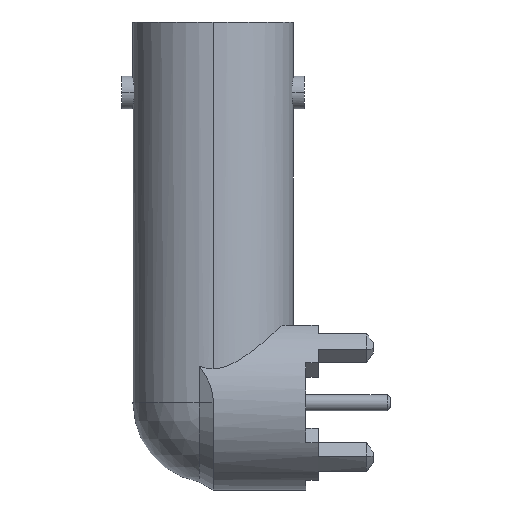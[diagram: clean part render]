
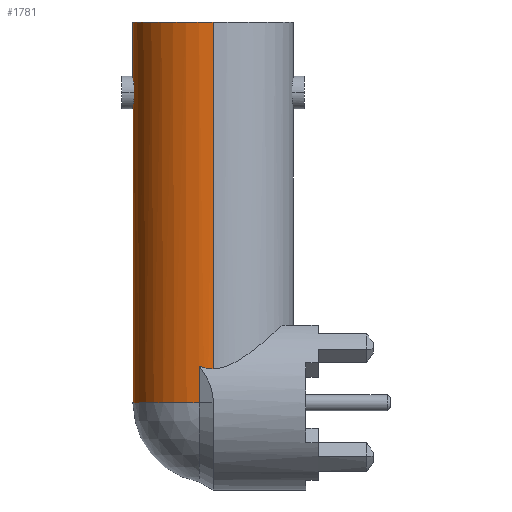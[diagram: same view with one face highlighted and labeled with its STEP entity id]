
A CAD part, left-side view. The second image highlights one B-rep face of the part: STEP entity #1781.
In plain terms, the highlighted cylindrical face has radius 4.84 mm (diameter 9.68 mm), a partial arc.
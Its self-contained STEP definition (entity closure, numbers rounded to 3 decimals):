
#12 = DIRECTION ( 'NONE',  ( 0., 0., 1. ) ) ;
#28 = CARTESIAN_POINT ( 'NONE',  ( 0.964, 11.073, 18.92 ) ) ;
#70 = VECTOR ( 'NONE', #2094, 1000. ) ;
#120 = DIRECTION ( 'NONE',  ( 0., 0., 1. ) ) ;
#137 = AXIS2_PLACEMENT_3D ( 'NONE', #3523, #12, #3256 ) ;
#168 = EDGE_CURVE ( 'NONE', #518, #1010, #1559, .T. ) ;
#243 = ORIENTED_EDGE ( 'NONE', *, *, #1455, .T. ) ;
#260 = CARTESIAN_POINT ( 'NONE',  ( 4.77, 7.152, 0. ) ) ;
#281 = CARTESIAN_POINT ( 'NONE',  ( 0.99, 11.068, 18.789 ) ) ;
#293 = VERTEX_POINT ( 'NONE', #2153 ) ;
#450 = CARTESIAN_POINT ( 'NONE',  ( 0.259, 11.165, 17.696 ) ) ;
#499 = CARTESIAN_POINT ( 'NONE',  ( 0.792, 11.106, 18.052 ) ) ;
#509 = ORIENTED_EDGE ( 'NONE', *, *, #168, .T. ) ;
#518 = VERTEX_POINT ( 'NONE', #1526 ) ;
#537 = CARTESIAN_POINT ( 'NONE',  ( -0.26, 11.165, 19.624 ) ) ;
#552 = CARTESIAN_POINT ( 'NONE',  ( -4.84, 6.33, 2.034 ) ) ;
#576 = CARTESIAN_POINT ( 'NONE',  ( -0.964, 11.073, 18.921 ) ) ;
#648 = ORIENTED_EDGE ( 'NONE', *, *, #2018, .F. ) ;
#663 = EDGE_CURVE ( 'NONE', #2565, #868, #1689, .T. ) ;
#688 = DIRECTION ( 'NONE',  ( 1., 0., 0. ) ) ;
#724 = CARTESIAN_POINT ( 'NONE',  ( 4.77, 7.152, 0. ) ) ;
#771 = CARTESIAN_POINT ( 'NONE',  ( -4.84, 6.616, 2.034 ) ) ;
#776 = CARTESIAN_POINT ( 'NONE',  ( -0.499, 11.146, 17.795 ) ) ;
#799 = CARTESIAN_POINT ( 'NONE',  ( -0.99, 11.068, 18.66 ) ) ;
#807 = CARTESIAN_POINT ( 'NONE',  ( -0.499, 11.146, 19.525 ) ) ;
#842 = CARTESIAN_POINT ( 'NONE',  ( 0.5, 11.146, 19.524 ) ) ;
#861 = B_SPLINE_CURVE_WITH_KNOTS ( 'NONE', 3,
 ( #1124, #281, #28, #2784, #1384, #1669, #842, #1953, #1893, #2216, #537, #807, #863, #3032, #1402, #576, #2764, #1162 ),
 .UNSPECIFIED., .F., .F.,
 ( 4, 2, 2, 2, 2, 2, 2, 2, 4 ),
 ( 0.003, 0.003, 0.004, 0.004, 0.005, 0.005, 0.005, 0.006, 0.006 ),
 .UNSPECIFIED. ) ;
#863 = CARTESIAN_POINT ( 'NONE',  ( -0.609, 11.132, 19.451 ) ) ;
#868 = VERTEX_POINT ( 'NONE', #2385 ) ;
#886 = AXIS2_PLACEMENT_3D ( 'NONE', #2584, #120, #688 ) ;
#930 = EDGE_CURVE ( 'NONE', #2669, #3082, #3299, .T. ) ;
#1010 = VERTEX_POINT ( 'NONE', #1100 ) ;
#1018 = DIRECTION ( 'NONE',  ( 1., 0., 0. ) ) ;
#1100 = CARTESIAN_POINT ( 'NONE',  ( -4.77, 7.152, 2.194 ) ) ;
#1117 = CARTESIAN_POINT ( 'NONE',  ( -4.77, 7.152, 2.194 ) ) ;
#1124 = CARTESIAN_POINT ( 'NONE',  ( 0.99, 11.068, 18.66 ) ) ;
#1152 = B_SPLINE_CURVE_WITH_KNOTS ( 'NONE', 3,
 ( #1117, #1379, #771, #552 ),
 .UNSPECIFIED., .F., .F.,
 ( 4, 4 ),
 ( -0.001, 0. ),
 .UNSPECIFIED. ) ;
#1162 = CARTESIAN_POINT ( 'NONE',  ( -0.99, 11.068, 18.66 ) ) ;
#1188 = ORIENTED_EDGE ( 'NONE', *, *, #1503, .T. ) ;
#1241 = ORIENTED_EDGE ( 'NONE', *, *, #2966, .T. ) ;
#1286 = CARTESIAN_POINT ( 'NONE',  ( -0.26, 11.164, 17.696 ) ) ;
#1310 = LINE ( 'NONE', #3231, #70 ) ;
#1319 = ORIENTED_EDGE ( 'NONE', *, *, #3158, .T. ) ;
#1379 = CARTESIAN_POINT ( 'NONE',  ( -4.815, 6.888, 2.095 ) ) ;
#1384 = CARTESIAN_POINT ( 'NONE',  ( 0.792, 11.106, 19.268 ) ) ;
#1402 = CARTESIAN_POINT ( 'NONE',  ( -0.864, 11.092, 19.159 ) ) ;
#1445 = CARTESIAN_POINT ( 'NONE',  ( 0.99, 11.068, 18.66 ) ) ;
#1455 = EDGE_CURVE ( 'NONE', #1786, #2963, #2129, .T. ) ;
#1502 = ORIENTED_EDGE ( 'NONE', *, *, #3222, .T. ) ;
#1503 = EDGE_CURVE ( 'NONE', #293, #2958, #1310, .T. ) ;
#1526 = CARTESIAN_POINT ( 'NONE',  ( -4.77, 7.152, 0. ) ) ;
#1532 = CARTESIAN_POINT ( 'NONE',  ( 0.499, 11.146, 17.795 ) ) ;
#1549 = CARTESIAN_POINT ( 'NONE',  ( 0.865, 11.092, 18.161 ) ) ;
#1559 = LINE ( 'NONE', #1784, #1642 ) ;
#1566 = VECTOR ( 'NONE', #2748, 1000. ) ;
#1591 = B_SPLINE_CURVE_WITH_KNOTS ( 'NONE', 3,
 ( #2069, #3458, #1774, #2601 ),
 .UNSPECIFIED., .F., .F.,
 ( 4, 4 ),
 ( 0.006, 0.007 ),
 .UNSPECIFIED. ) ;
#1594 = CIRCLE ( 'NONE', #1707, 4.84 ) ;
#1600 = CARTESIAN_POINT ( 'NONE',  ( 0.99, 11.068, 18.531 ) ) ;
#1620 = CARTESIAN_POINT ( 'NONE',  ( 4.84, 6.33, 2.034 ) ) ;
#1642 = VECTOR ( 'NONE', #2667, 1000. ) ;
#1654 = ORIENTED_EDGE ( 'NONE', *, *, #663, .F. ) ;
#1669 = CARTESIAN_POINT ( 'NONE',  ( 0.609, 11.132, 19.451 ) ) ;
#1689 = LINE ( 'NONE', #1896, #1566 ) ;
#1707 = AXIS2_PLACEMENT_3D ( 'NONE', #2338, #2358, #1018 ) ;
#1762 = FACE_OUTER_BOUND ( 'NONE', #2390, .T. ) ;
#1774 = CARTESIAN_POINT ( 'NONE',  ( 4.815, 6.888, 2.095 ) ) ;
#1781 = ADVANCED_FACE ( 'NONE', ( #2034, #1762 ), #2860, .T. ) ;
#1784 = CARTESIAN_POINT ( 'NONE',  ( -4.77, 7.152, 0. ) ) ;
#1786 = VERTEX_POINT ( 'NONE', #2126 ) ;
#1858 = CARTESIAN_POINT ( 'NONE',  ( 0.129, 11.17, 17.67 ) ) ;
#1893 = CARTESIAN_POINT ( 'NONE',  ( 0.131, 11.17, 19.65 ) ) ;
#1896 = CARTESIAN_POINT ( 'NONE',  ( 4.84, 6.33, 0. ) ) ;
#1953 = CARTESIAN_POINT ( 'NONE',  ( 0.26, 11.165, 19.624 ) ) ;
#2018 = EDGE_CURVE ( 'NONE', #868, #2958, #2652, .T. ) ;
#2034 = FACE_BOUND ( 'NONE', #3081, .T. ) ;
#2069 = CARTESIAN_POINT ( 'NONE',  ( 4.84, 6.33, 2.034 ) ) ;
#2094 = DIRECTION ( 'NONE',  ( 0., 0., 1. ) ) ;
#2126 = CARTESIAN_POINT ( 'NONE',  ( 4.77, 7.152, 2.194 ) ) ;
#2129 = LINE ( 'NONE', #724, #2313 ) ;
#2153 = CARTESIAN_POINT ( 'NONE',  ( -4.84, 6.33, 2.034 ) ) ;
#2216 = CARTESIAN_POINT ( 'NONE',  ( -0.13, 11.17, 19.65 ) ) ;
#2313 = VECTOR ( 'NONE', #3495, 1000. ) ;
#2338 = CARTESIAN_POINT ( 'NONE',  ( 0., 6.33, 0. ) ) ;
#2354 = EDGE_CURVE ( 'NONE', #1010, #293, #1152, .T. ) ;
#2358 = DIRECTION ( 'NONE',  ( 0., 0., 1. ) ) ;
#2385 = CARTESIAN_POINT ( 'NONE',  ( 4.84, 6.33, 22.9 ) ) ;
#2389 = CARTESIAN_POINT ( 'NONE',  ( -4.84, 6.33, 22.9 ) ) ;
#2390 = EDGE_LOOP ( 'NONE', ( #2730, #1188, #648, #1654, #1319, #243, #1502, #509 ) ) ;
#2403 = CARTESIAN_POINT ( 'NONE',  ( -0.791, 11.106, 18.051 ) ) ;
#2565 = VERTEX_POINT ( 'NONE', #1620 ) ;
#2584 = CARTESIAN_POINT ( 'NONE',  ( 0., 6.33, 0. ) ) ;
#2601 = CARTESIAN_POINT ( 'NONE',  ( 4.77, 7.152, 2.194 ) ) ;
#2618 = CARTESIAN_POINT ( 'NONE',  ( 0.99, 11.068, 18.66 ) ) ;
#2637 = CARTESIAN_POINT ( 'NONE',  ( 0.964, 11.073, 18.4 ) ) ;
#2652 = CIRCLE ( 'NONE', #137, 4.84 ) ;
#2667 = DIRECTION ( 'NONE',  ( 0., 0., 1. ) ) ;
#2669 = VERTEX_POINT ( 'NONE', #799 ) ;
#2730 = ORIENTED_EDGE ( 'NONE', *, *, #2354, .T. ) ;
#2748 = DIRECTION ( 'NONE',  ( 0., 0., 1. ) ) ;
#2764 = CARTESIAN_POINT ( 'NONE',  ( -0.99, 11.068, 18.791 ) ) ;
#2784 = CARTESIAN_POINT ( 'NONE',  ( 0.865, 11.092, 19.158 ) ) ;
#2860 = CYLINDRICAL_SURFACE ( 'NONE', #886, 4.84 ) ;
#2908 = CARTESIAN_POINT ( 'NONE',  ( -0.865, 11.092, 18.16 ) ) ;
#2926 = CARTESIAN_POINT ( 'NONE',  ( -0.13, 11.17, 17.67 ) ) ;
#2958 = VERTEX_POINT ( 'NONE', #2389 ) ;
#2960 = CARTESIAN_POINT ( 'NONE',  ( 0.608, 11.133, 17.868 ) ) ;
#2963 = VERTEX_POINT ( 'NONE', #260 ) ;
#2964 = ORIENTED_EDGE ( 'NONE', *, *, #930, .T. ) ;
#2966 = EDGE_CURVE ( 'NONE', #3082, #2669, #861, .T. ) ;
#2976 = CARTESIAN_POINT ( 'NONE',  ( -0.964, 11.073, 18.4 ) ) ;
#3032 = CARTESIAN_POINT ( 'NONE',  ( -0.791, 11.106, 19.27 ) ) ;
#3081 = EDGE_LOOP ( 'NONE', ( #2964, #1241 ) ) ;
#3082 = VERTEX_POINT ( 'NONE', #1445 ) ;
#3158 = EDGE_CURVE ( 'NONE', #2565, #1786, #1591, .T. ) ;
#3175 = CARTESIAN_POINT ( 'NONE',  ( -0.609, 11.132, 17.869 ) ) ;
#3210 = CARTESIAN_POINT ( 'NONE',  ( -0.99, 11.068, 18.529 ) ) ;
#3222 = EDGE_CURVE ( 'NONE', #2963, #518, #1594, .T. ) ;
#3231 = CARTESIAN_POINT ( 'NONE',  ( -4.84, 6.33, 0. ) ) ;
#3238 = CARTESIAN_POINT ( 'NONE',  ( -0.99, 11.068, 18.66 ) ) ;
#3256 = DIRECTION ( 'NONE',  ( 1., 0., 0. ) ) ;
#3299 = B_SPLINE_CURVE_WITH_KNOTS ( 'NONE', 3,
 ( #3238, #3210, #2976, #2908, #2403, #3175, #776, #1286, #2926, #1858, #450, #1532, #2960, #499, #1549, #2637, #1600, #2618 ),
 .UNSPECIFIED., .F., .F.,
 ( 4, 2, 2, 2, 2, 2, 2, 2, 4 ),
 ( 0., 0., 0.001, 0.001, 0.002, 0.002, 0.002, 0.003, 0.003 ),
 .UNSPECIFIED. ) ;
#3458 = CARTESIAN_POINT ( 'NONE',  ( 4.84, 6.616, 2.034 ) ) ;
#3495 = DIRECTION ( 'NONE',  ( 0., 0., -1. ) ) ;
#3523 = CARTESIAN_POINT ( 'NONE',  ( 0., 6.33, 22.9 ) ) ;
